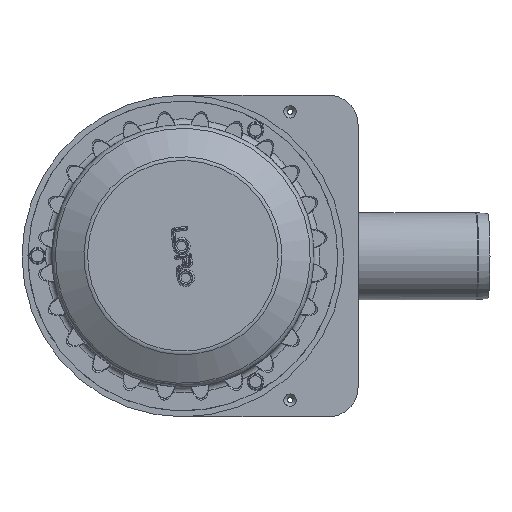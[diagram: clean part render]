
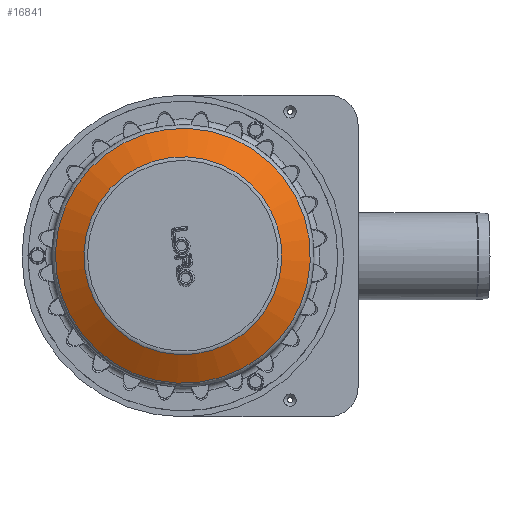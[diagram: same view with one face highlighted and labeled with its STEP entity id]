
A CAD part, top view. The second image highlights one B-rep face of the part: STEP entity #16841.
In plain terms, the highlighted conical face has half-angle 59.744 degrees and reference radius 950.191 mm.
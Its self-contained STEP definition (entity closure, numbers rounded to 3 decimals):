
#1089=LINE('',#34518,#2073);
#2073=VECTOR('',#21721,950.191);
#2597=CONICAL_SURFACE('',#18316,950.191,1.043);
#3628=CIRCLE('',#18313,1069.918);
#3630=CIRCLE('',#18315,1069.918);
#3631=CIRCLE('',#18317,830.464);
#3632=CIRCLE('',#18318,830.464);
#4820=FACE_OUTER_BOUND('',#5941,.T.);
#5941=EDGE_LOOP('',(#13764,#13765,#13766,#13767,#13768,#13769));
#7867=VERTEX_POINT('',#34508);
#7868=VERTEX_POINT('',#34509);
#7869=VERTEX_POINT('',#34514);
#7870=VERTEX_POINT('',#34515);
#9898=EDGE_CURVE('',#7867,#7868,#3628,.T.);
#9900=EDGE_CURVE('',#7868,#7867,#3630,.T.);
#9901=EDGE_CURVE('',#7869,#7870,#3631,.T.);
#9902=EDGE_CURVE('',#7870,#7869,#3632,.T.);
#9903=EDGE_CURVE('',#7870,#7868,#1089,.T.);
#13764=ORIENTED_EDGE('',*,*,#9901,.F.);
#13765=ORIENTED_EDGE('',*,*,#9902,.F.);
#13766=ORIENTED_EDGE('',*,*,#9903,.T.);
#13767=ORIENTED_EDGE('',*,*,#9900,.T.);
#13768=ORIENTED_EDGE('',*,*,#9898,.T.);
#13769=ORIENTED_EDGE('',*,*,#9903,.F.);
#16841=ADVANCED_FACE('',(#4820),#2597,.T.);
#18313=AXIS2_PLACEMENT_3D('',#34510,#21709,#21710);
#18315=AXIS2_PLACEMENT_3D('',#34512,#21713,#21714);
#18316=AXIS2_PLACEMENT_3D('',#34513,#21715,#21716);
#18317=AXIS2_PLACEMENT_3D('',#34516,#21717,#21718);
#18318=AXIS2_PLACEMENT_3D('',#34517,#21719,#21720);
#21709=DIRECTION('center_axis',(0.,0.,
1.));
#21710=DIRECTION('ref_axis',(-0.131,0.991,0.));
#21713=DIRECTION('center_axis',(0.,0.,
1.));
#21714=DIRECTION('ref_axis',(-0.131,0.991,0.));
#21715=DIRECTION('center_axis',(0.,0.,
-1.));
#21716=DIRECTION('ref_axis',(-0.131,0.991,0.));
#21717=DIRECTION('center_axis',(0.,0.,
1.));
#21718=DIRECTION('ref_axis',(-0.131,0.991,0.));
#21719=DIRECTION('center_axis',(0.,0.,
1.));
#21720=DIRECTION('ref_axis',(-0.131,0.991,0.));
#21721=DIRECTION('',(0.113,-0.856,-0.504));
#34508=CARTESIAN_POINT('',(220.77,2377.649,1677.712));
#34509=CARTESIAN_POINT('',(-700.343,1177.232,1677.712));
#34510=CARTESIAN_POINT('Origin',(-839.995,2237.996,1677.712));
#34512=CARTESIAN_POINT('Origin',(-839.995,2237.996,1677.712));
#34513=CARTESIAN_POINT('Origin',(-839.995,2237.996,1747.553));
#34514=CARTESIAN_POINT('',(-16.636,2346.394,1817.394));
#34515=CARTESIAN_POINT('',(-731.598,1414.637,1817.394));
#34516=CARTESIAN_POINT('Origin',(-839.995,2237.996,1817.394));
#34517=CARTESIAN_POINT('Origin',(-839.995,2237.996,1817.394));
#34518=CARTESIAN_POINT('',(-715.97,1295.935,1747.553));
